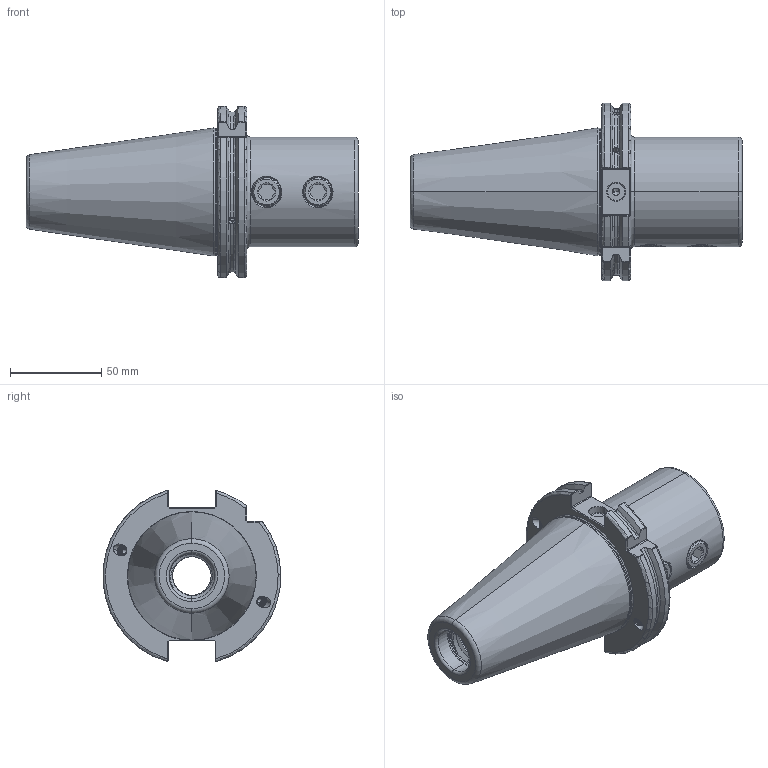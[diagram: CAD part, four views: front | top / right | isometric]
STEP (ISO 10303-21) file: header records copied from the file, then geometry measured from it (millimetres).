
FILE_DESCRIPTION (( 'STEP AP203' ), '1' );
FILE_NAME ('503.51.40.STEP', '2016-11-25T09:15:21', ( '' ), ( '' ), 'SwSTEP 2.0', 'SolidWorks 2012', '' );
FILE_SCHEMA (( 'CONFIG_CONTROL_DESIGN' ));
Length unit declared in the file: millimetre
Products named in the file (3): 2-01152029C1_P_共用_螺栓_無頭六角平尾_M16xP1x12L___SCM435_102.91.16; 503.51.40
Assembly tree (3 placements, depth 2):
  503.51.40
    503.51.40
    2-01152029C1_P_共用_螺栓_無頭六角平尾_M16xP1x12L___SCM435_102.91.16  x2
Bounding box: 181.75 x 97.33 x 93.81 mm (x, y, z)
Volume: 401753.3 mm3; surface area: 69606.9 mm2
Topology: 3 solids, 3 shells, 407 faces, 1115 edges, 707 vertices
Faces by surface type: cylinder 190, plane 77, bspline 60, cone 44, torus 36
Entity records: 37976 total; most frequent: CARTESIAN_POINT 29751, ORIENTED_EDGE 1986, DIRECTION 1256, EDGE_CURVE 993, VERTEX_POINT 635, AXIS2_PLACEMENT_3D 485, EDGE_LOOP 388, FACE_OUTER_BOUND 368
